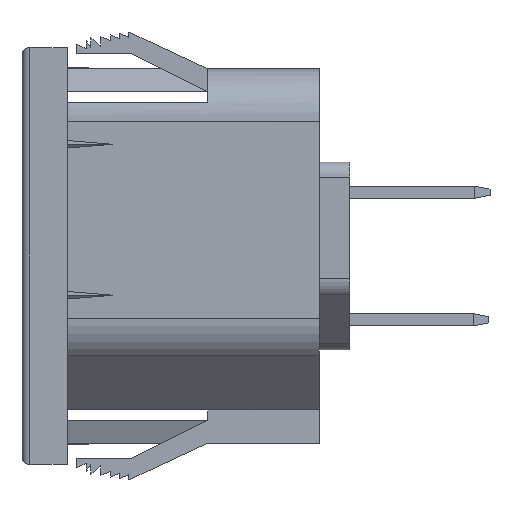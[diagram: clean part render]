
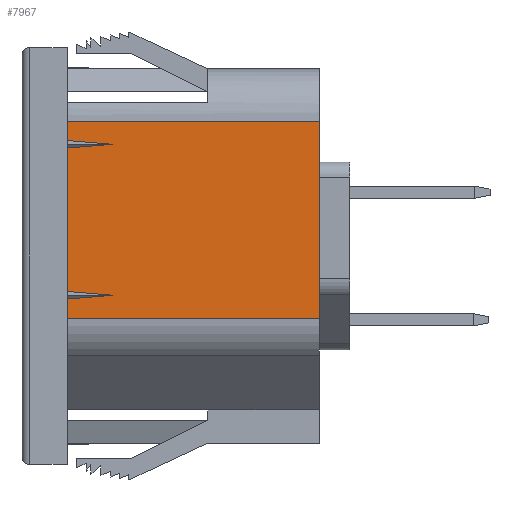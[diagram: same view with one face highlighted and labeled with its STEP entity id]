
A CAD part, left-side view. The second image highlights one B-rep face of the part: STEP entity #7967.
In plain terms, the highlighted planar face has unit normal (-1, 0, 0).
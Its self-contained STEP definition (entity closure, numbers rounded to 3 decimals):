
#1252 = CARTESIAN_POINT ( 'NONE',  ( -29.505, 6.162, 8.9 ) ) ;
#1253 = LINE ( 'NONE', #1252, #1276 ) ;
#1255 = CARTESIAN_POINT ( 'NONE',  ( -29.505, 6.162, 8.9 ) ) ;
#1263 = DIRECTION ( 'NONE',  ( 0., 0., -1. ) ) ;
#1264 = VECTOR ( 'NONE', #1263, 1000. ) ;
#1271 = LINE ( 'NONE', #1255, #1264 ) ;
#1275 = DIRECTION ( 'NONE',  ( 0., 0., -1. ) ) ;
#1276 = VECTOR ( 'NONE', #1275, 1000. ) ;
#7938 = ORIENTED_EDGE ( 'NONE', *, *, #10215, .T. ) ;
#7947 = ORIENTED_EDGE ( 'NONE', *, *, #10050, .T. ) ;
#7948 = ORIENTED_EDGE ( 'NONE', *, *, #7959, .F. ) ;
#7953 = ORIENTED_EDGE ( 'NONE', *, *, #8114, .F. ) ;
#7958 = EDGE_CURVE ( 'NONE', #7965, #10053, #13113, .T. ) ;
#7959 = EDGE_CURVE ( 'NONE', #8088, #9990, #13079, .T. ) ;
#7960 = EDGE_LOOP ( 'NONE', ( #7947, #7966, #7969, #7968, #7948, #7953, #7938, #7962, #8014, #7994 ) ) ;
#7961 = EDGE_CURVE ( 'NONE', #9693, #7965, #13084, .T. ) ;
#7962 = ORIENTED_EDGE ( 'NONE', *, *, #10095, .T. ) ;
#7965 = VERTEX_POINT ( 'NONE', #13125 ) ;
#7966 = ORIENTED_EDGE ( 'NONE', *, *, #7958, .F. ) ;
#7967 = ADVANCED_FACE ( 'NONE', ( #13191 ), #13080, .F. ) ;
#7968 = ORIENTED_EDGE ( 'NONE', *, *, #10116, .T. ) ;
#7969 = ORIENTED_EDGE ( 'NONE', *, *, #7961, .F. ) ;
#7974 = VERTEX_POINT ( 'NONE', #13128 ) ;
#7994 = ORIENTED_EDGE ( 'NONE', *, *, #8021, .F. ) ;
#8014 = ORIENTED_EDGE ( 'NONE', *, *, #8032, .F. ) ;
#8021 = EDGE_CURVE ( 'NONE', #10051, #7974, #13254, .T. ) ;
#8032 = EDGE_CURVE ( 'NONE', #7974, #9978, #13253, .T. ) ;
#8088 = VERTEX_POINT ( 'NONE', #13501 ) ;
#8114 = EDGE_CURVE ( 'NONE', #10214, #8088, #13377, .T. ) ;
#9693 = VERTEX_POINT ( 'NONE', #17367 ) ;
#9978 = VERTEX_POINT ( 'NONE', #18171 ) ;
#9988 = VERTEX_POINT ( 'NONE', #18334 ) ;
#9990 = VERTEX_POINT ( 'NONE', #18302 ) ;
#10050 = EDGE_CURVE ( 'NONE', #10051, #10053, #18324, .T. ) ;
#10051 = VERTEX_POINT ( 'NONE', #18331 ) ;
#10053 = VERTEX_POINT ( 'NONE', #18320 ) ;
#10095 = EDGE_CURVE ( 'NONE', #9988, #9978, #1253, .T. ) ;
#10116 = EDGE_CURVE ( 'NONE', #9693, #9990, #1271, .T. ) ;
#10214 = VERTEX_POINT ( 'NONE', #18778 ) ;
#10215 = EDGE_CURVE ( 'NONE', #10214, #9988, #18770, .T. ) ;
#13074 = AXIS2_PLACEMENT_3D ( 'NONE', #13169, #13168, #13167 ) ;
#13076 = DIRECTION ( 'NONE',  ( 0., 1., 0. ) ) ;
#13077 = VECTOR ( 'NONE', #13076, 1000. ) ;
#13078 = CARTESIAN_POINT ( 'NONE',  ( -29.505, -10.538, -4.122 ) ) ;
#13079 = LINE ( 'NONE', #13078, #13077 ) ;
#13080 = PLANE ( 'NONE',  #13074 ) ;
#13082 = DIRECTION ( 'NONE',  ( 0., 0.997, 0.083 ) ) ;
#13083 = VECTOR ( 'NONE', #13082, 1000. ) ;
#13084 = LINE ( 'NONE', #13190, #13189 ) ;
#13112 = CARTESIAN_POINT ( 'NONE',  ( -29.505, 3.162, -2.6 ) ) ;
#13113 = LINE ( 'NONE', #13112, #13083 ) ;
#13125 = CARTESIAN_POINT ( 'NONE',  ( -29.505, 3.162, -2.6 ) ) ;
#13128 = CARTESIAN_POINT ( 'NONE',  ( -29.505, 3.162, 7.4 ) ) ;
#13167 = DIRECTION ( 'NONE',  ( 0., 0., -1. ) ) ;
#13168 = DIRECTION ( 'NONE',  ( 1., 0., 0. ) ) ;
#13169 = CARTESIAN_POINT ( 'NONE',  ( -29.505, -10.538, 8.9 ) ) ;
#13188 = DIRECTION ( 'NONE',  ( 0., -0.997, 0.083 ) ) ;
#13189 = VECTOR ( 'NONE', #13188, 1000. ) ;
#13190 = CARTESIAN_POINT ( 'NONE',  ( -29.505, 6.162, -2.85 ) ) ;
#13191 = FACE_OUTER_BOUND ( 'NONE', #7960, .T. ) ;
#13219 = DIRECTION ( 'NONE',  ( 0., -0.997, 0.083 ) ) ;
#13220 = CARTESIAN_POINT ( 'NONE',  ( -29.505, 6.162, 7.15 ) ) ;
#13225 = VECTOR ( 'NONE', #13219, 1000. ) ;
#13252 = CARTESIAN_POINT ( 'NONE',  ( -29.505, 3.162, 7.4 ) ) ;
#13253 = LINE ( 'NONE', #13252, #13270 ) ;
#13254 = LINE ( 'NONE', #13220, #13225 ) ;
#13269 = DIRECTION ( 'NONE',  ( 0., 0.997, 0.083 ) ) ;
#13270 = VECTOR ( 'NONE', #13269, 1000. ) ;
#13377 = LINE ( 'NONE', #13565, #13564 ) ;
#13501 = CARTESIAN_POINT ( 'NONE',  ( -29.505, -10.538, -4.122 ) ) ;
#13563 = DIRECTION ( 'NONE',  ( 0., 0., -1. ) ) ;
#13564 = VECTOR ( 'NONE', #13563, 1000. ) ;
#13565 = CARTESIAN_POINT ( 'NONE',  ( -29.505, -10.538, 8.9 ) ) ;
#17367 = CARTESIAN_POINT ( 'NONE',  ( -29.505, 6.162, -2.85 ) ) ;
#18171 = CARTESIAN_POINT ( 'NONE',  ( -29.505, 6.162, 7.65 ) ) ;
#18302 = CARTESIAN_POINT ( 'NONE',  ( -29.505, 6.162, -4.122 ) ) ;
#18320 = CARTESIAN_POINT ( 'NONE',  ( -29.505, 6.162, -2.35 ) ) ;
#18321 = DIRECTION ( 'NONE',  ( 0., 0., -1. ) ) ;
#18322 = VECTOR ( 'NONE', #18321, 1000. ) ;
#18323 = CARTESIAN_POINT ( 'NONE',  ( -29.505, 6.162, 8.9 ) ) ;
#18324 = LINE ( 'NONE', #18323, #18322 ) ;
#18331 = CARTESIAN_POINT ( 'NONE',  ( -29.505, 6.162, 7.15 ) ) ;
#18334 = CARTESIAN_POINT ( 'NONE',  ( -29.505, 6.162, 8.9 ) ) ;
#18767 = DIRECTION ( 'NONE',  ( 0., 1., 0. ) ) ;
#18768 = VECTOR ( 'NONE', #18767, 1000. ) ;
#18769 = CARTESIAN_POINT ( 'NONE',  ( -29.505, -10.538, 8.9 ) ) ;
#18770 = LINE ( 'NONE', #18769, #18768 ) ;
#18778 = CARTESIAN_POINT ( 'NONE',  ( -29.505, -10.538, 8.9 ) ) ;
